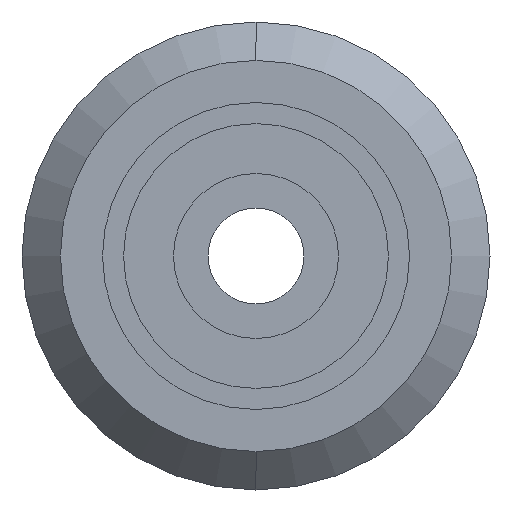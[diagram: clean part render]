
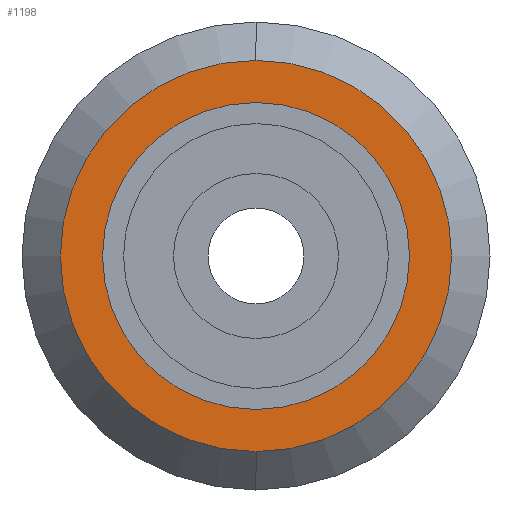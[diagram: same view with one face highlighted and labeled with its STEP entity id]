
A CAD part, left-side view. The second image highlights one B-rep face of the part: STEP entity #1198.
In plain terms, the highlighted planar face has unit normal (-1, 0, 0).
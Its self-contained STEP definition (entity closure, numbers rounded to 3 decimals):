
#16 = FACE_BOUND ( 'NONE', #407, .T. ) ;
#36 = EDGE_LOOP ( 'NONE', ( #815, #1017 ) ) ;
#59 = DIRECTION ( 'NONE',  ( 1., 0., 0. ) ) ;
#88 = AXIS2_PLACEMENT_3D ( 'NONE', #1369, #458, #371 ) ;
#92 = ORIENTED_EDGE ( 'NONE', *, *, #1357, .F. ) ;
#95 = DIRECTION ( 'NONE',  ( 0., 0., 1. ) ) ;
#151 = DIRECTION ( 'NONE',  ( -1., 0., 0. ) ) ;
#160 = VERTEX_POINT ( 'NONE', #958 ) ;
#161 = AXIS2_PLACEMENT_3D ( 'NONE', #567, #576, #337 ) ;
#304 = CARTESIAN_POINT ( 'NONE',  ( -5.1, 0., 0. ) ) ;
#337 = DIRECTION ( 'NONE',  ( 0., 0., 1. ) ) ;
#339 = EDGE_CURVE ( 'NONE', #548, #1282, #1221, .T. ) ;
#371 = DIRECTION ( 'NONE',  ( 0., 0., 1. ) ) ;
#407 = EDGE_LOOP ( 'NONE', ( #92, #800 ) ) ;
#445 = CIRCLE ( 'NONE', #1283, 8. ) ;
#458 = DIRECTION ( 'NONE',  ( -1., 0., 0. ) ) ;
#471 = DIRECTION ( 'NONE',  ( 0., 0., 1. ) ) ;
#517 = FACE_OUTER_BOUND ( 'NONE', #36, .T. ) ;
#548 = VERTEX_POINT ( 'NONE', #935 ) ;
#567 = CARTESIAN_POINT ( 'NONE',  ( -5.1, 0., 0. ) ) ;
#576 = DIRECTION ( 'NONE',  ( -1., 0., 0. ) ) ;
#585 = EDGE_CURVE ( 'NONE', #1094, #160, #702, .T. ) ;
#587 = CARTESIAN_POINT ( 'NONE',  ( -5.1, 0., -8. ) ) ;
#599 = PLANE ( 'NONE',  #667 ) ;
#667 = AXIS2_PLACEMENT_3D ( 'NONE', #1271, #59, #945 ) ;
#702 = CIRCLE ( 'NONE', #88, 8. ) ;
#751 = DIRECTION ( 'NONE',  ( -1., 0., 0. ) ) ;
#796 = EDGE_CURVE ( 'NONE', #1282, #548, #1174, .T. ) ;
#800 = ORIENTED_EDGE ( 'NONE', *, *, #585, .F. ) ;
#815 = ORIENTED_EDGE ( 'NONE', *, *, #796, .T. ) ;
#935 = CARTESIAN_POINT ( 'NONE',  ( -5.1, 0., 10.195 ) ) ;
#945 = DIRECTION ( 'NONE',  ( 0., 0., -1. ) ) ;
#958 = CARTESIAN_POINT ( 'NONE',  ( -5.1, 0., 8. ) ) ;
#1017 = ORIENTED_EDGE ( 'NONE', *, *, #339, .T. ) ;
#1094 = VERTEX_POINT ( 'NONE', #587 ) ;
#1150 = AXIS2_PLACEMENT_3D ( 'NONE', #304, #751, #95 ) ;
#1174 = CIRCLE ( 'NONE', #1150, 10.195 ) ;
#1198 = ADVANCED_FACE ( 'NONE', ( #16, #517 ), #599, .F. ) ;
#1221 = CIRCLE ( 'NONE', #161, 10.195 ) ;
#1268 = CARTESIAN_POINT ( 'NONE',  ( -5.1, 0., 0. ) ) ;
#1271 = CARTESIAN_POINT ( 'NONE',  ( -5.1, 10.195, 0. ) ) ;
#1282 = VERTEX_POINT ( 'NONE', #1397 ) ;
#1283 = AXIS2_PLACEMENT_3D ( 'NONE', #1268, #151, #471 ) ;
#1357 = EDGE_CURVE ( 'NONE', #160, #1094, #445, .T. ) ;
#1369 = CARTESIAN_POINT ( 'NONE',  ( -5.1, 0., 0. ) ) ;
#1397 = CARTESIAN_POINT ( 'NONE',  ( -5.1, 0., -10.195 ) ) ;
